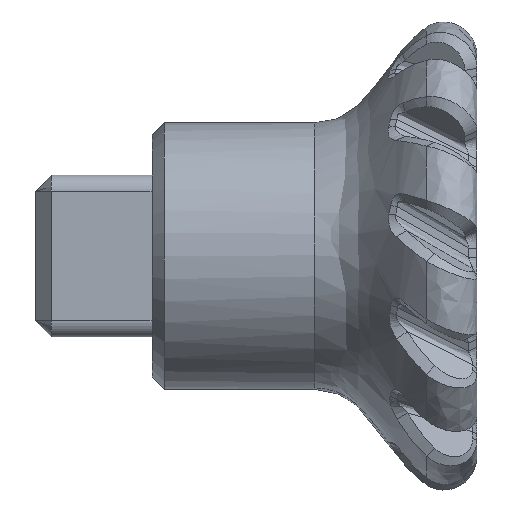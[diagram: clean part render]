
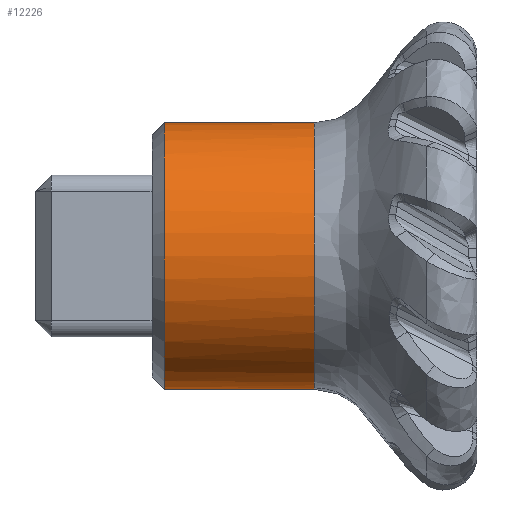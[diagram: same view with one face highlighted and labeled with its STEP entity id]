
A CAD part, left-side view. The second image highlights one B-rep face of the part: STEP entity #12226.
In plain terms, the highlighted cylindrical face has radius 8.2 mm (diameter 16.4 mm), a partial arc.
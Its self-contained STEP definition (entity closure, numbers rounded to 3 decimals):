
#15 = CARTESIAN_POINT ( 'NONE',  ( 0., -27.2, 8.2 ) ) ;
#134 = VECTOR ( 'NONE', #6451, 1000. ) ;
#367 = VERTEX_POINT ( 'NONE', #5533 ) ;
#503 = VECTOR ( 'NONE', #7130, 1000. ) ;
#568 = B_SPLINE_CURVE_WITH_KNOTS ( 'NONE', 3,
 ( #6746, #13846, #20972, #5550, #4993 ),
 .UNSPECIFIED., .F., .F.,
 ( 4, 1, 4 ),
 ( 0., 0.012, 0.022 ),
 .UNSPECIFIED. ) ;
#997 = ORIENTED_EDGE ( 'NONE', *, *, #14529, .F. ) ;
#1217 = DIRECTION ( 'NONE',  ( 0., 0., 1. ) ) ;
#1828 = EDGE_CURVE ( 'NONE', #16163, #21967, #14501, .T. ) ;
#3367 = CARTESIAN_POINT ( 'NONE',  ( 0., -17.2, -8.2 ) ) ;
#3735 = LINE ( 'NONE', #15, #503 ) ;
#3746 = ORIENTED_EDGE ( 'NONE', *, *, #16373, .F. ) ;
#4993 = CARTESIAN_POINT ( 'NONE',  ( 0., -17.2, -8.2 ) ) ;
#5074 = FACE_OUTER_BOUND ( 'NONE', #14605, .T. ) ;
#5126 = CARTESIAN_POINT ( 'NONE',  ( -8.637, -17.2, -2.397 ) ) ;
#5357 = CARTESIAN_POINT ( 'NONE',  ( -4.006, -17.2, 8.205 ) ) ;
#5533 = CARTESIAN_POINT ( 'NONE',  ( -1.186, -17.2, -8.114 ) ) ;
#5550 = CARTESIAN_POINT ( 'NONE',  ( -0.171, -17.2, -8.201 ) ) ;
#6451 = DIRECTION ( 'NONE',  ( 0., 1., 0. ) ) ;
#6493 = B_SPLINE_CURVE_WITH_KNOTS ( 'NONE', 3,
 ( #21341, #5357, #21108, #5126, #16659, #19936, #12920, #13147, #18409, #18296 ),
 .UNSPECIFIED., .F., .F.,
 ( 4, 2, 1, 1, 1, 1, 4 ),
 ( 0.522, 0.75, 0.95, 0.963, 0.975, 0.988, 1. ),
 .UNSPECIFIED. ) ;
#6746 = CARTESIAN_POINT ( 'NONE',  ( -1.186, -17.2, -8.114 ) ) ;
#7064 = CARTESIAN_POINT ( 'NONE',  ( 0., -7.95, 8.2 ) ) ;
#7130 = DIRECTION ( 'NONE',  ( 0., 1., 0. ) ) ;
#8200 = LINE ( 'NONE', #22430, #134 ) ;
#8300 = VERTEX_POINT ( 'NONE', #13358 ) ;
#8575 = CYLINDRICAL_SURFACE ( 'NONE', #21683, 8.2 ) ;
#8630 = CARTESIAN_POINT ( 'NONE',  ( 0., -7.95, 0. ) ) ;
#10395 = AXIS2_PLACEMENT_3D ( 'NONE', #8630, #16525, #21780 ) ;
#10838 = VERTEX_POINT ( 'NONE', #3367 ) ;
#12226 = ADVANCED_FACE ( 'NONE', ( #5074 ), #8575, .T. ) ;
#12920 = CARTESIAN_POINT ( 'NONE',  ( -2.49, -17.2, -7.823 ) ) ;
#13147 = CARTESIAN_POINT ( 'NONE',  ( -1.851, -17.2, -7.998 ) ) ;
#13358 = CARTESIAN_POINT ( 'NONE',  ( 0., -17.2, 8.2 ) ) ;
#13846 = CARTESIAN_POINT ( 'NONE',  ( -0.962, -17.2, -8.147 ) ) ;
#14501 = CIRCLE ( 'NONE', #10395, 8.2 ) ;
#14529 = EDGE_CURVE ( 'NONE', #8300, #367, #6493, .T. ) ;
#14605 = EDGE_LOOP ( 'NONE', ( #3746, #16826, #997, #19660, #14608 ) ) ;
#14608 = ORIENTED_EDGE ( 'NONE', *, *, #1828, .T. ) ;
#15211 = CARTESIAN_POINT ( 'NONE',  ( 0., -27.2, 0. ) ) ;
#16163 = VERTEX_POINT ( 'NONE', #7064 ) ;
#16373 = EDGE_CURVE ( 'NONE', #10838, #21967, #8200, .T. ) ;
#16525 = DIRECTION ( 'NONE',  ( 0., -1., 0. ) ) ;
#16659 = CARTESIAN_POINT ( 'NONE',  ( -6.638, -17.2, -5.991 ) ) ;
#16826 = ORIENTED_EDGE ( 'NONE', *, *, #17700, .F. ) ;
#17077 = EDGE_CURVE ( 'NONE', #8300, #16163, #3735, .T. ) ;
#17700 = EDGE_CURVE ( 'NONE', #367, #10838, #568, .T. ) ;
#18296 = CARTESIAN_POINT ( 'NONE',  ( -1.186, -17.2, -8.114 ) ) ;
#18409 = CARTESIAN_POINT ( 'NONE',  ( -1.41, -17.2, -8.081 ) ) ;
#19660 = ORIENTED_EDGE ( 'NONE', *, *, #17077, .T. ) ;
#19936 = CARTESIAN_POINT ( 'NONE',  ( -3.105, -17.2, -7.601 ) ) ;
#20972 = CARTESIAN_POINT ( 'NONE',  ( -0.565, -17.2, -8.188 ) ) ;
#21108 = CARTESIAN_POINT ( 'NONE',  ( -7.517, -17.2, 5.266 ) ) ;
#21341 = CARTESIAN_POINT ( 'NONE',  ( 0., -17.2, 8.2 ) ) ;
#21465 = CARTESIAN_POINT ( 'NONE',  ( 0., -7.95, -8.2 ) ) ;
#21683 = AXIS2_PLACEMENT_3D ( 'NONE', #15211, #22803, #1217 ) ;
#21780 = DIRECTION ( 'NONE',  ( 0., 0., -1. ) ) ;
#21967 = VERTEX_POINT ( 'NONE', #21465 ) ;
#22430 = CARTESIAN_POINT ( 'NONE',  ( 0., -27.2, -8.2 ) ) ;
#22803 = DIRECTION ( 'NONE',  ( 0., 1., 0. ) ) ;
